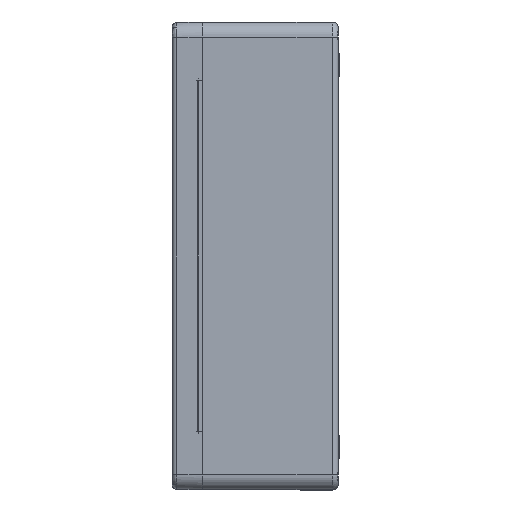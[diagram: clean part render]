
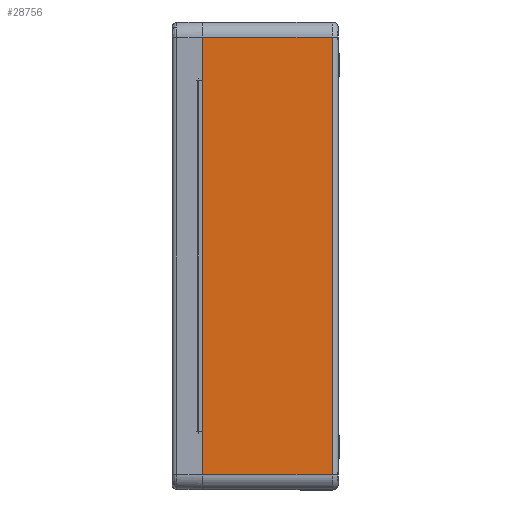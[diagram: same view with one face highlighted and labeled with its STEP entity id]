
A CAD part, left-side view. The second image highlights one B-rep face of the part: STEP entity #28756.
In plain terms, the highlighted planar face has unit normal (-1, 0, 0).
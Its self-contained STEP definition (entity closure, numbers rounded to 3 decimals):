
#3303=LINE('',#76095,#5286);
#3304=LINE('',#76097,#5287);
#3305=LINE('',#76099,#5288);
#3306=LINE('',#76100,#5289);
#5286=VECTOR('',#35561,1000.);
#5287=VECTOR('',#35562,1000.);
#5288=VECTOR('',#35563,1000.);
#5289=VECTOR('',#35564,1000.);
#6471=PLANE('',#31039);
#8084=FACE_OUTER_BOUND('',#10176,.T.);
#10176=EDGE_LOOP('',(#23256,#23257,#23258,#23259));
#13731=VERTEX_POINT('',#76093);
#13732=VERTEX_POINT('',#76094);
#13733=VERTEX_POINT('',#76096);
#13734=VERTEX_POINT('',#76098);
#17138=EDGE_CURVE('',#13731,#13732,#3303,.T.);
#17139=EDGE_CURVE('',#13732,#13733,#3304,.T.);
#17140=EDGE_CURVE('',#13733,#13734,#3305,.T.);
#17141=EDGE_CURVE('',#13731,#13734,#3306,.T.);
#23256=ORIENTED_EDGE('',*,*,#17138,.T.);
#23257=ORIENTED_EDGE('',*,*,#17139,.T.);
#23258=ORIENTED_EDGE('',*,*,#17140,.T.);
#23259=ORIENTED_EDGE('',*,*,#17141,.F.);
#28756=ADVANCED_FACE('',(#8084),#6471,.T.);
#31039=AXIS2_PLACEMENT_3D('',#76092,#35559,#35560);
#35559=DIRECTION('center_axis',(-1.,0.,0.));
#35560=DIRECTION('ref_axis',(0.,0.,1.));
#35561=DIRECTION('',(0.,-1.,0.));
#35562=DIRECTION('',(0.,0.,1.));
#35563=DIRECTION('',(0.,1.,0.));
#35564=DIRECTION('',(0.,0.,1.));
#76092=CARTESIAN_POINT('Origin',(-300.,-90.,-155.));
#76093=CARTESIAN_POINT('',(-300.,0.,-145.));
#76094=CARTESIAN_POINT('',(-300.,-86.,-145.));
#76095=CARTESIAN_POINT('',(-300.,-90.,-145.));
#76096=CARTESIAN_POINT('',(-300.,-86.,145.));
#76097=CARTESIAN_POINT('',(-300.,-86.,145.));
#76098=CARTESIAN_POINT('',(-300.,0.,145.));
#76099=CARTESIAN_POINT('',(-300.,-90.,145.));
#76100=CARTESIAN_POINT('',(-300.,0.,-155.));
